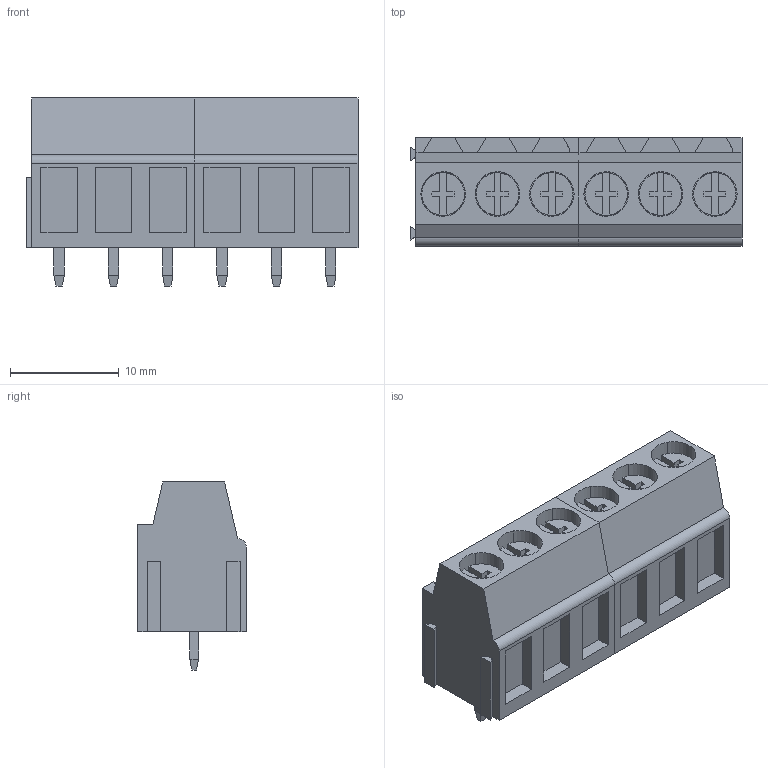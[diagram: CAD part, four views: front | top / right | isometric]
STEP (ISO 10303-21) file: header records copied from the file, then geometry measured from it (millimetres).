
FILE_DESCRIPTION(('CATIA V5 STEP Exchange','CAx-IF Rec.Pracs.--- Model Styling and Organization---1.2---2011-12-15'),'2;1');
FILE_NAME ('D1457410_0_1845320000_1845320000.stp','2018-03-31T14:55:21+00:00',('none'),('Weidmueller'),'CATIA Version 5-6 Release 2014','CATIA V5 STEP AP214','none');
FILE_SCHEMA(('AUTOMOTIVE_DESIGN { 1 0 10303 214 1 1 1 1 }'));
Length unit declared in the file: millimetre
Products named in the file (1): 1845320000
Bounding box: 30.55 x 10 x 17.3 mm (x, y, z)
Volume: 2950.3 mm3; surface area: 3489.9 mm2
Topology: 14 solids, 14 shells, 510 faces, 1368 edges, 904 vertices
Faces by surface type: plane 424, cylinder 86
Entity records: 15774 total; most frequent: CARTESIAN_POINT 3180, ORIENTED_EDGE 2736, DIRECTION 2288, EDGE_CURVE 1368, VECTOR 1112, LINE 1112, VERTEX_POINT 904, AXIS2_PLACEMENT_3D 666
